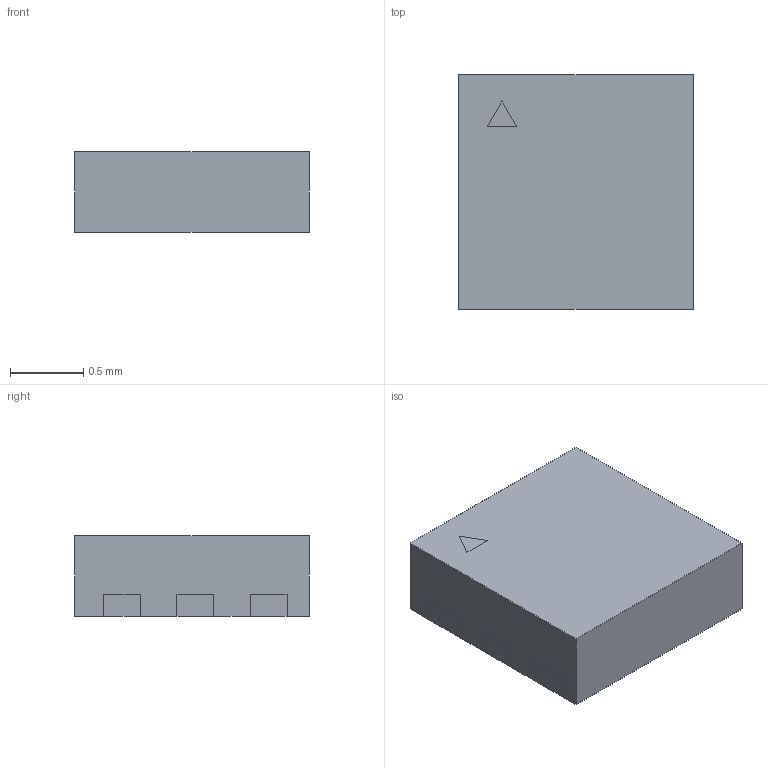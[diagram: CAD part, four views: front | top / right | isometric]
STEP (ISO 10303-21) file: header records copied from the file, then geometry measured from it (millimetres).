
FILE_DESCRIPTION(/* description */ (''),/* implementation_level */ '2;1');
FILE_NAME(/* name */ '6-pin 1.6mm x 1.6mm TMLF v1.step',/* time_stamp */ '2020-07-16T11:51:09-04:00',/* author */ (''),/* organization */ (''),/* preprocessor_version */ 'ST-DEVELOPER v18.1',/* originating_system */ 'Autodesk Translation Framework v9.3.0.1241',/* authorisation */ '');
FILE_SCHEMA (('AUTOMOTIVE_DESIGN { 1 0 10303 214 3 1 1 }'));
Length unit declared in the file: millimetre
Products named in the file (1): 6-pin 1.6mm x 1.6mm TMLF
Bounding box: 1.6 x 1.6 x 0.55 mm (x, y, z)
Volume: 1.4 mm3; surface area: 8.6 mm2
Topology: 1 solids, 1 shells, 13 faces, 45 edges, 35 vertices
Faces by surface type: plane 13
Entity records: 553 total; most frequent: CARTESIAN_POINT 94, ORIENTED_EDGE 90, DIRECTION 73, LINE 45, VECTOR 45, EDGE_CURVE 45, VERTEX_POINT 35, EDGE_LOOP 14
